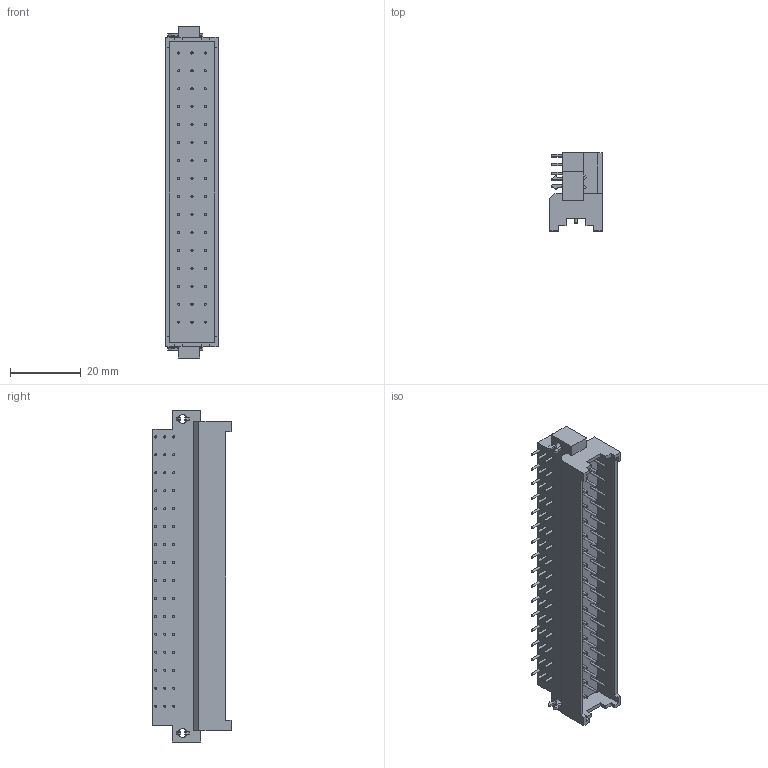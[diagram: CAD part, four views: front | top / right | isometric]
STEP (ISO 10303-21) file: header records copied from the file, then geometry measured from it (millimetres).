
FILE_DESCRIPTION(/* description */ (''),/* implementation_level */ '2;1');
FILE_NAME(/* name */ '100083278ugm000_b.stp',/* time_stamp */ '2015-09-02T07:41:57+02:00',/* author */ (''),/* organization */ (''),/* preprocessor_version */ 'ST-DEVELOPER v15',/* originating_system */ 'SIEMENS PLM Software NX 8.5',/* authorisation */ '');
FILE_SCHEMA (('AUTOMOTIVE_DESIGN { 1 0 10303 214 3 1 1 1 }'));
Length unit declared in the file: millimetre
Products named in the file (1): 100083278ugm000_b
Bounding box: 14.8 x 22.1 x 94 mm (x, y, z)
Volume: 15488.1 mm3; surface area: 9125.2 mm2
Topology: 5 solids, 5 shells, 340 faces, 694 edges, 460 vertices
Faces by surface type: plane 214, cylinder 126
Full cylindrical faces by diameter (mm): 0.6 x96, 2.5 x2
Entity records: 10283 total; most frequent: DIRECTION 1538, CARTESIAN_POINT 1397, ORIENTED_EDGE 1192, AXIS2_PLACEMENT_3D 601, EDGE_CURVE 596, EDGE_LOOP 538, VERTEX_POINT 460, ADVANCED_FACE 340
